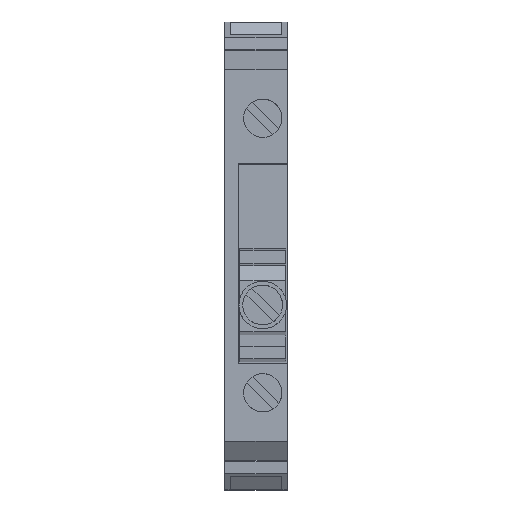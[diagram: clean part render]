
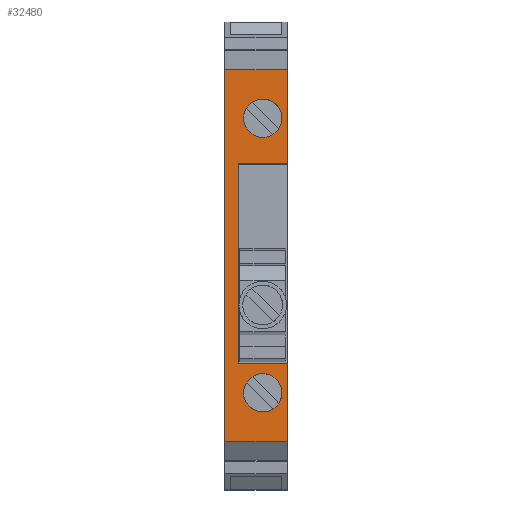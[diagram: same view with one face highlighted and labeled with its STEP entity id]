
A CAD part, top view. The second image highlights one B-rep face of the part: STEP entity #32480.
In plain terms, the highlighted face is planar.
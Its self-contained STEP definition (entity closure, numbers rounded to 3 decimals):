
#5230=CARTESIAN_POINT('',(-13.453,28.966,
3.2));
#5240=VERTEX_POINT('',#5230);
#5270=CARTESIAN_POINT('',(10.558,28.966,
3.2));
#5280=DIRECTION('',(1.,0.,0.));
#5290=VECTOR('',#5280,1.);
#5300=LINE('',#5270,#5290);
#5310=CARTESIAN_POINT('',(-3.3,28.966,
3.2));
#5320=VERTEX_POINT('',#5310);
#5330=EDGE_CURVE('',#5240,#5320,#5300,.T.);
#5550=CARTESIAN_POINT('',(22.7,28.966,3.2));
#5560=VERTEX_POINT('',#5550);
#5590=CARTESIAN_POINT('',(10.558,28.966,
3.2));
#5600=DIRECTION('',(1.,0.,0.));
#5610=VECTOR('',#5600,1.);
#5620=LINE('',#5590,#5610);
#5630=CARTESIAN_POINT('',(34.953,28.966,
3.2));
#5640=VERTEX_POINT('',#5630);
#5650=EDGE_CURVE('',#5560,#5640,#5620,.T.);
#30120=CARTESIAN_POINT('',(-13.453,28.966,
-4.95));
#30130=VERTEX_POINT('',#30120);
#30160=CARTESIAN_POINT('',(-13.453,28.966,
0.));
#30170=DIRECTION('',(0.,0.,1.));
#30180=VECTOR('',#30170,1.);
#30190=LINE('',#30160,#30180);
#30200=EDGE_CURVE('',#30130,#5240,#30190,.T.);
#31100=CARTESIAN_POINT('',(-3.3,28.966,
0.));
#31110=DIRECTION('',(0.,0.,1.));
#31120=VECTOR('',#31110,1.);
#31130=LINE('',#31100,#31120);
#31140=CARTESIAN_POINT('',(-3.3,28.966,
-3.2));
#31150=VERTEX_POINT('',#31140);
#31160=EDGE_CURVE('',#31150,#5320,#31130,.T.);
#31450=CARTESIAN_POINT('',(22.7,28.966,-3.2));
#31460=VERTEX_POINT('',#31450);
#31490=CARTESIAN_POINT('',(22.7,28.966,0.))
;
#31500=DIRECTION('',(0.,0.,1.));
#31510=VECTOR('',#31500,1.);
#31520=LINE('',#31490,#31510);
#31530=EDGE_CURVE('',#31460,#5560,#31520,.T.);
#31730=CARTESIAN_POINT('',(10.558,28.966,
-3.2));
#31740=DIRECTION('',(1.,0.,0.));
#31750=VECTOR('',#31740,1.);
#31760=LINE('',#31730,#31750);
#31770=EDGE_CURVE('',#31150,#31460,#31760,.T.);
#31910=CARTESIAN_POINT('',(33.419,28.966,
0.));
#31920=DIRECTION('',(-0.,1.,0.));
#31930=DIRECTION('',(1.,0.,0.));
#31940=AXIS2_PLACEMENT_3D('',#31910,#31920,#31930);
#31950=PLANE('',#31940);
#31960=CARTESIAN_POINT('',(28.65,28.966,0.)
);
#31970=DIRECTION('',(0.,1.,0.));
#31980=DIRECTION('',(1.,0.,0.));
#31990=AXIS2_PLACEMENT_3D('',#31960,#31970,#31980);
#32000=CIRCLE('',#31990,2.5);
#32010=CARTESIAN_POINT('',(31.15,28.966,0.)
);
#32020=VERTEX_POINT('',#32010);
#32030=CARTESIAN_POINT('',(26.15,28.966,0.)
);
#32040=VERTEX_POINT('',#32030);
#32050=EDGE_CURVE('',#32020,#32040,#32000,.T.);
#32060=ORIENTED_EDGE('',*,*,#32050,.F.);
#32070=EDGE_CURVE('',#32040,#32020,#32000,.T.);
#32080=ORIENTED_EDGE('',*,*,#32070,.F.);
#32090=EDGE_LOOP('',(#32080,#32060));
#32100=FACE_BOUND('',#32090,.T.);
#32110=CARTESIAN_POINT('',(-7.15,28.966,
0.));
#32120=DIRECTION('',(0.,1.,0.));
#32130=DIRECTION('',(1.,0.,0.));
#32140=AXIS2_PLACEMENT_3D('',#32110,#32120,#32130);
#32150=CIRCLE('',#32140,2.5);
#32160=CARTESIAN_POINT('',(-4.65,28.966,
0.));
#32170=VERTEX_POINT('',#32160);
#32180=CARTESIAN_POINT('',(-9.65,28.966,
0.));
#32190=VERTEX_POINT('',#32180);
#32200=EDGE_CURVE('',#32170,#32190,#32150,.T.);
#32210=ORIENTED_EDGE('',*,*,#32200,.F.);
#32220=EDGE_CURVE('',#32190,#32170,#32150,.T.);
#32230=ORIENTED_EDGE('',*,*,#32220,.F.);
#32240=EDGE_LOOP('',(#32230,#32210));
#32250=FACE_BOUND('',#32240,.T.);
#32260=ORIENTED_EDGE('',*,*,#5650,.T.);
#32270=ORIENTED_EDGE('',*,*,#31530,.T.);
#32280=ORIENTED_EDGE('',*,*,#31770,.T.);
#32290=ORIENTED_EDGE('',*,*,#31160,.F.);
#32300=ORIENTED_EDGE('',*,*,#5330,.T.);
#32310=ORIENTED_EDGE('',*,*,#30200,.T.);
#32320=CARTESIAN_POINT('',(10.558,28.966,
-4.95));
#32330=DIRECTION('',(1.,0.,0.));
#32340=VECTOR('',#32330,1.);
#32350=LINE('',#32320,#32340);
#32360=CARTESIAN_POINT('',(34.953,28.966,
-4.95));
#32370=VERTEX_POINT('',#32360);
#32380=EDGE_CURVE('',#30130,#32370,#32350,.T.);
#32390=ORIENTED_EDGE('',*,*,#32380,.F.);
#32400=CARTESIAN_POINT('',(34.953,28.966,
0.));
#32410=DIRECTION('',(0.,0.,1.));
#32420=VECTOR('',#32410,1.);
#32430=LINE('',#32400,#32420);
#32440=EDGE_CURVE('',#32370,#5640,#32430,.T.);
#32450=ORIENTED_EDGE('',*,*,#32440,.F.);
#32460=EDGE_LOOP('',(#32450,#32390,#32310,#32300,#32290,#32280,#32270,
#32260));
#32470=FACE_OUTER_BOUND('',#32460,.T.);
#32480=ADVANCED_FACE('',(#32100,#32250,#32470),#31950,.T.);
